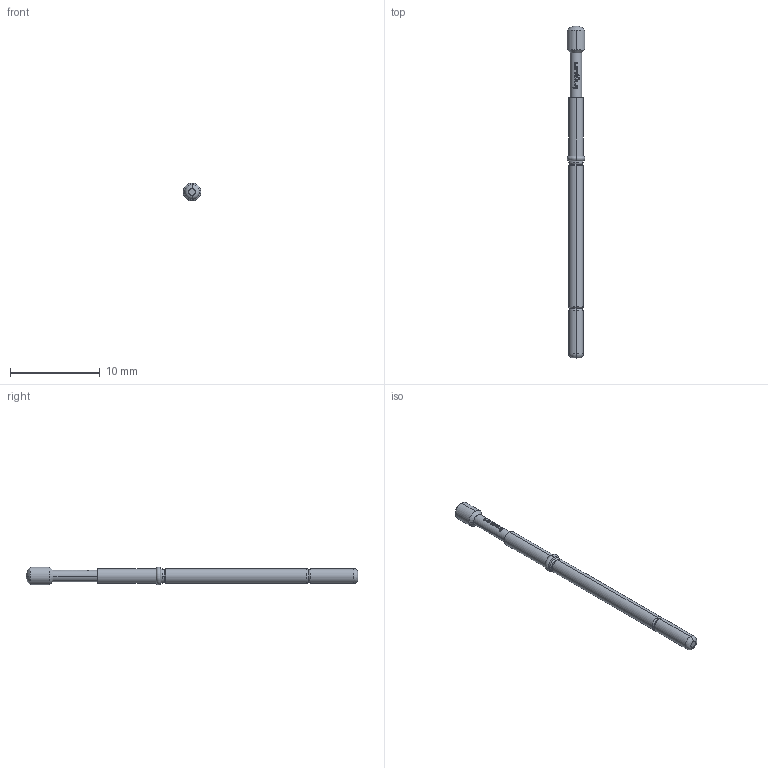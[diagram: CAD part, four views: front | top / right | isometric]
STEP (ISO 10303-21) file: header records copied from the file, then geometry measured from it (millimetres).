
FILE_DESCRIPTION (( 'STEP AP203' ), '1' );
FILE_NAME ('INGUN_GKS-912_305_200_A_xx07.STEP', '2021-10-19T12:26:53', ( 'ochi' ), ( '' ), 'SwSTEP 2.0', 'SolidWorks 2018', '' );
FILE_SCHEMA (( 'CONFIG_CONTROL_DESIGN' ));
Length unit declared in the file: millimetre
Products named in the file (1): INGUN_GKS-912_305_200_A_xx07
Bounding box: 2 x 37 x 2 mm (x, y, z)
Volume: 76.7 mm3; surface area: 194.4 mm2
Topology: 1 solids, 1 shells, 98 faces, 252 edges, 163 vertices
Faces by surface type: bspline 32, plane 32, cylinder 18, torus 12, sphere 2, cone 2
Entity records: 4017 total; most frequent: CARTESIAN_POINT 1974, ORIENTED_EDGE 504, EDGE_CURVE 252, DIRECTION 252, B_SPLINE_CURVE_WITH_KNOTS 186, VERTEX_POINT 163, AXIS2_PLACEMENT_3D 119, EDGE_LOOP 105
